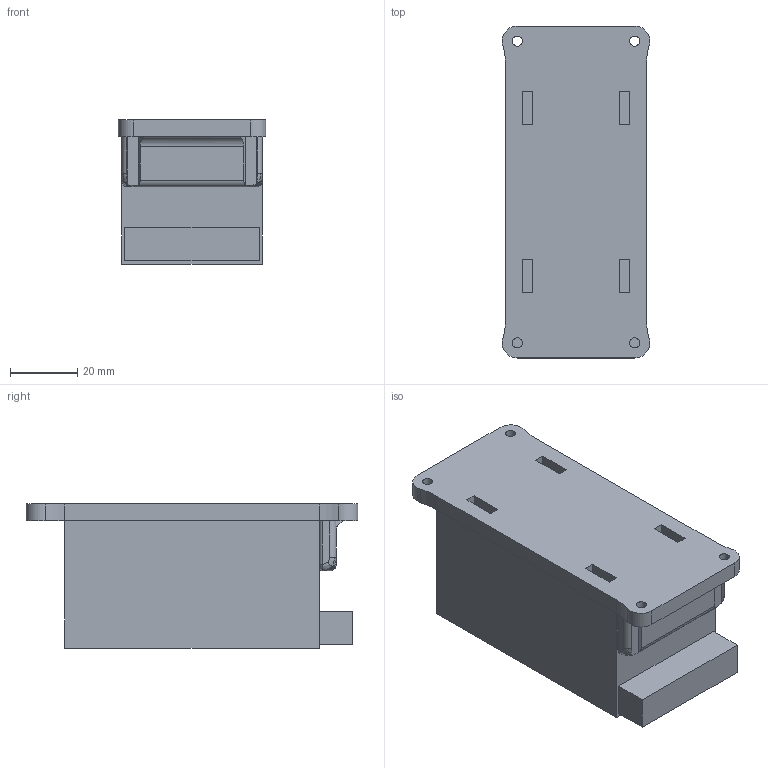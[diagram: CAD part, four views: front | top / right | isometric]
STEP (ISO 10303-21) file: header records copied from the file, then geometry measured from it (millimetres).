
FILE_DESCRIPTION(/* description */ (''),/* implementation_level */ '2;1');
FILE_NAME(/* name */ 'Battery - Holder Assembly v2.step',/* time_stamp */ '2022-01-19T17:33:06+02:00',/* author */ (''),/* organization */ (''),/* preprocessor_version */ 'ST-DEVELOPER v18.1',/* originating_system */ 'Autodesk Translation Framework v10.10.0.1391',/* authorisation */ '');
FILE_SCHEMA (('AUTOMOTIVE_DESIGN { 1 0 10303 214 3 1 1 }'));
Length unit declared in the file: millimetre
Products named in the file (3): Battery - Holder Assembly; Battery Holder; Battery Tattu R-Line 95C 1550MAh
Assembly tree (2 placements, depth 2):
  Battery - Holder Assembly
    Battery Holder
    Battery Tattu R-Line 95C 1550MAh
Bounding box: 43.99 x 99 x 43 mm (x, y, z)
Volume: 147898.4 mm3; surface area: 27782.6 mm2
Topology: 2 solids, 2 shells, 98 faces, 259 edges, 167 vertices
Faces by surface type: plane 66, cylinder 19, bspline 13
Full cylindrical faces by diameter (mm): 3 x4
Entity records: 3561 total; most frequent: CARTESIAN_POINT 1023, ORIENTED_EDGE 516, DIRECTION 475, EDGE_CURVE 258, LINE 185, VECTOR 185, VERTEX_POINT 168, AXIS2_PLACEMENT_3D 145
